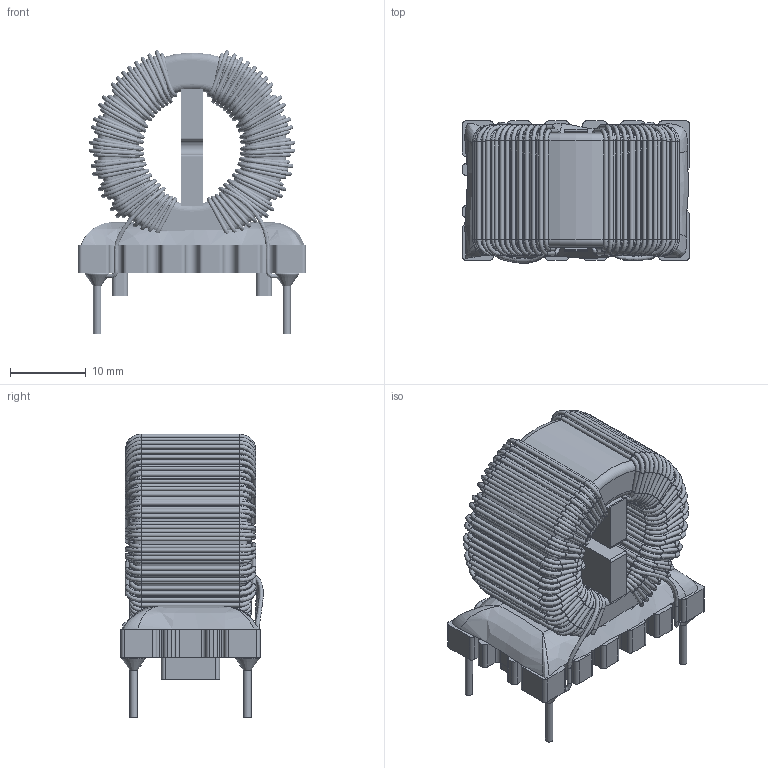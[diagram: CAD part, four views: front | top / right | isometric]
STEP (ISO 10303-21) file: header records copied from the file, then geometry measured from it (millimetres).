
FILE_DESCRIPTION(/* description */ ('Unknown'),/* implementation_level */ '2;1');
FILE_NAME(/* name */ '744825433_XL',/* time_stamp */ '2023-06-13T13:54:57+02:00',/* author */ ('Unknown'),/* organization */ ('Unknown'),/* preprocessor_version */ 'ST-DEVELOPER v16.7',/* originating_system */ 'Solid Edge',/* authorisation */ 'Unknown');
FILE_SCHEMA (('AUTOMOTIVE_DESIGN {1 0 10303 214 3 1 1}'));
Length unit declared in the file: millimetre
Products named in the file (6): 744825433_XL; 744825433; Spacer; Glue; Solderpoint; Base
Assembly tree (5 placements, depth 2):
  744825433_XL
    744825433
    Spacer
    Glue
    Solderpoint
    Base
Bounding box: 30 x 18.8 x 37.4 mm (x, y, z)
Volume: 9095.1 mm3; surface area: 14045.4 mm2
Topology: 10 solids, 10 shells, 1119 faces, 2425 edges, 1327 vertices
Faces by surface type: cylinder 517, bspline 319, torus 150, plane 129, cone 4
Full cylindrical faces by diameter (mm): 0.55 x436, 1 x4, 15 x1, 25 x1
Entity records: 95094 total; most frequent: CARTESIAN_POINT 67911, DIRECTION 4074, ORIENTED_EDGE 3000, EDGE_LOOP 2045, FACE_BOUND 2045, AXIS2_PLACEMENT_3D 1858, EDGE_CURVE 1500, VERTEX_POINT 1301
